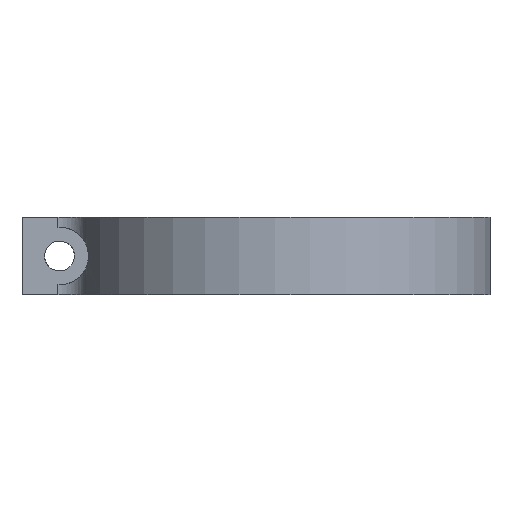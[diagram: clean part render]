
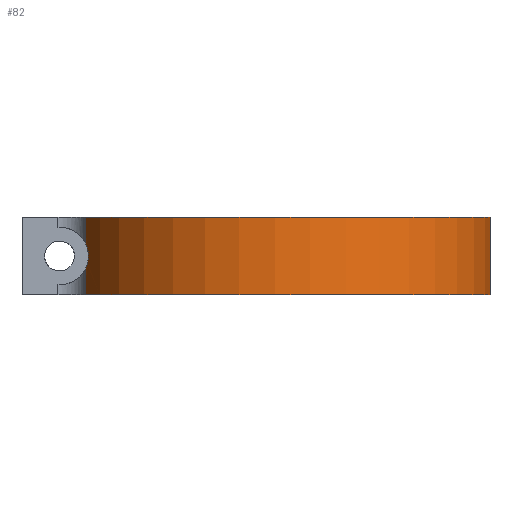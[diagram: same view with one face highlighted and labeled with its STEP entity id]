
A CAD part, front view. The second image highlights one B-rep face of the part: STEP entity #82.
In plain terms, the highlighted cylindrical face has radius 36 mm (diameter 72 mm), a partial arc.
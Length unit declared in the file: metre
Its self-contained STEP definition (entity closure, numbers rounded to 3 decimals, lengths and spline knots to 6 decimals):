
#82 = ADVANCED_FACE( '', ( #176 ), #177, .T. );
#176 = FACE_OUTER_BOUND( '', #276, .T. );
#177 = CYLINDRICAL_SURFACE( '', #277, 0.036 );
#276 = EDGE_LOOP( '', ( #589, #590, #591, #592, #593, #594 ) );
#277 = AXIS2_PLACEMENT_3D( '', #595, #596, #597 );
#589 = ORIENTED_EDGE( '', *, *, #699, .T. );
#590 = ORIENTED_EDGE( '', *, *, #719, .T. );
#591 = ORIENTED_EDGE( '', *, *, #674, .F. );
#592 = ORIENTED_EDGE( '', *, *, #718, .T. );
#593 = ORIENTED_EDGE( '', *, *, #735, .F. );
#594 = ORIENTED_EDGE( '', *, *, #715, .T. );
#595 = CARTESIAN_POINT( '', ( 0., 0., 0.0135 ) );
#596 = DIRECTION( '', ( 0., 0., 1. ) );
#597 = DIRECTION( '', ( -1., 0., 0. ) );
#674 = EDGE_CURVE( '', #818, #820, #821, .T. );
#699 = EDGE_CURVE( '', #864, #862, #865, .T. );
#715 = EDGE_CURVE( '', #888, #864, #891, .T. );
#718 = EDGE_CURVE( '', #818, #894, #896, .T. );
#719 = EDGE_CURVE( '', #862, #820, #897, .F. );
#735 = EDGE_CURVE( '', #888, #894, #918, .T. );
#818 = VERTEX_POINT( '', #1124 );
#820 = VERTEX_POINT( '', #1126 );
#821 = CIRCLE( '', #1127, 0.036 );
#862 = VERTEX_POINT( '', #1184 );
#864 = VERTEX_POINT( '', #1186 );
#865 = CIRCLE( '', #1187, 0.036 );
#888 = VERTEX_POINT( '', #1268 );
#891 = LINE( '', #1287, #1288 );
#894 = VERTEX_POINT( '', #1292 );
#896 = LINE( '', #1309, #1310 );
#897 = LINE( '', #1311, #1312 );
#918 = B_SPLINE_CURVE_WITH_KNOTS( '', 3, ( #1415, #1416, #1417, #1418, #1419, #1420, #1421, #1422, #1423, #1424, #1425, #1426, #1427, #1428, #1429, #1430, #1431, #1432, #1433, #1434, #1435, #1436 ), .UNSPECIFIED., .F., .F., ( 4, 2, 2, 2, 2, 2, 2, 2, 2, 2, 4 ), ( 0.003784, 0.004503, 0.005222, 0.005941, 0.006301, 0.00666, 0.00702, 0.007379, 0.008098, 0.008817, 0.009536 ), .UNSPECIFIED. );
#1124 = CARTESIAN_POINT( '', ( -0.034142, -0.011415, 0.0135 ) );
#1126 = CARTESIAN_POINT( '', ( 0.032143, 0.016212, 0.0135 ) );
#1127 = AXIS2_PLACEMENT_3D( '', #1499, #1500, #1501 );
#1184 = CARTESIAN_POINT( '', ( 0.032143, 0.016212, 0. ) );
#1186 = CARTESIAN_POINT( '', ( -0.034142, -0.011415, 0. ) );
#1187 = AXIS2_PLACEMENT_3D( '', #1542, #1543, #1544 );
#1268 = CARTESIAN_POINT( '', ( -0.034142, -0.011415, 0.004485 ) );
#1287 = CARTESIAN_POINT( '', ( -0.034142, -0.011415, 0.0135 ) );
#1288 = VECTOR( '', #1562, 1. );
#1292 = CARTESIAN_POINT( '', ( -0.034142, -0.011415, 0.009015 ) );
#1309 = CARTESIAN_POINT( '', ( -0.034142, -0.011415, 0.0135 ) );
#1310 = VECTOR( '', #1564, 1. );
#1311 = CARTESIAN_POINT( '', ( 0.032143, 0.016212, 0.0135 ) );
#1312 = VECTOR( '', #1565, 1. );
#1415 = CARTESIAN_POINT( '', ( -0.034142, -0.011415, 0.004485 ) );
#1416 = CARTESIAN_POINT( '', ( -0.034078, -0.011609, 0.004612 ) );
#1417 = CARTESIAN_POINT( '', ( -0.034013, -0.011797, 0.004753 ) );
#1418 = CARTESIAN_POINT( '', ( -0.03389, -0.012145, 0.005063 ) );
#1419 = CARTESIAN_POINT( '', ( -0.033832, -0.012305, 0.005232 ) );
#1420 = CARTESIAN_POINT( '', ( -0.033728, -0.012587, 0.005608 ) );
#1421 = CARTESIAN_POINT( '', ( -0.033682, -0.012709, 0.005818 ) );
#1422 = CARTESIAN_POINT( '', ( -0.033634, -0.012835, 0.006154 ) );
#1423 = CARTESIAN_POINT( '', ( -0.033621, -0.012869, 0.006272 ) );
#1424 = CARTESIAN_POINT( '', ( -0.033604, -0.012913, 0.006509 ) );
#1425 = CARTESIAN_POINT( '', ( -0.0336, -0.012925, 0.006628 ) );
#1426 = CARTESIAN_POINT( '', ( -0.0336, -0.012925, 0.00687 ) );
#1427 = CARTESIAN_POINT( '', ( -0.033604, -0.012913, 0.006992 ) );
#1428 = CARTESIAN_POINT( '', ( -0.033621, -0.012868, 0.00723 ) );
#1429 = CARTESIAN_POINT( '', ( -0.033634, -0.012835, 0.007345 ) );
#1430 = CARTESIAN_POINT( '', ( -0.033683, -0.012708, 0.007684 ) );
#1431 = CARTESIAN_POINT( '', ( -0.033728, -0.012588, 0.00789 ) );
#1432 = CARTESIAN_POINT( '', ( -0.033832, -0.012305, 0.008268 ) );
#1433 = CARTESIAN_POINT( '', ( -0.033891, -0.012142, 0.00844 ) );
#1434 = CARTESIAN_POINT( '', ( -0.034014, -0.011794, 0.008748 ) );
#1435 = CARTESIAN_POINT( '', ( -0.034077, -0.011609, 0.008887 ) );
#1436 = CARTESIAN_POINT( '', ( -0.034142, -0.011415, 0.009015 ) );
#1499 = CARTESIAN_POINT( '', ( 0., 0., 0.0135 ) );
#1500 = DIRECTION( '', ( 0., 0., 1. ) );
#1501 = DIRECTION( '', ( 1., 0., 0. ) );
#1542 = CARTESIAN_POINT( '', ( 0., 0., 0. ) );
#1543 = DIRECTION( '', ( 0., 0., 1. ) );
#1544 = DIRECTION( '', ( 1., 0., 0. ) );
#1562 = DIRECTION( '', ( 0., 0., -1. ) );
#1564 = DIRECTION( '', ( 0., 0., -1. ) );
#1565 = DIRECTION( '', ( 0., 0., -1. ) );
